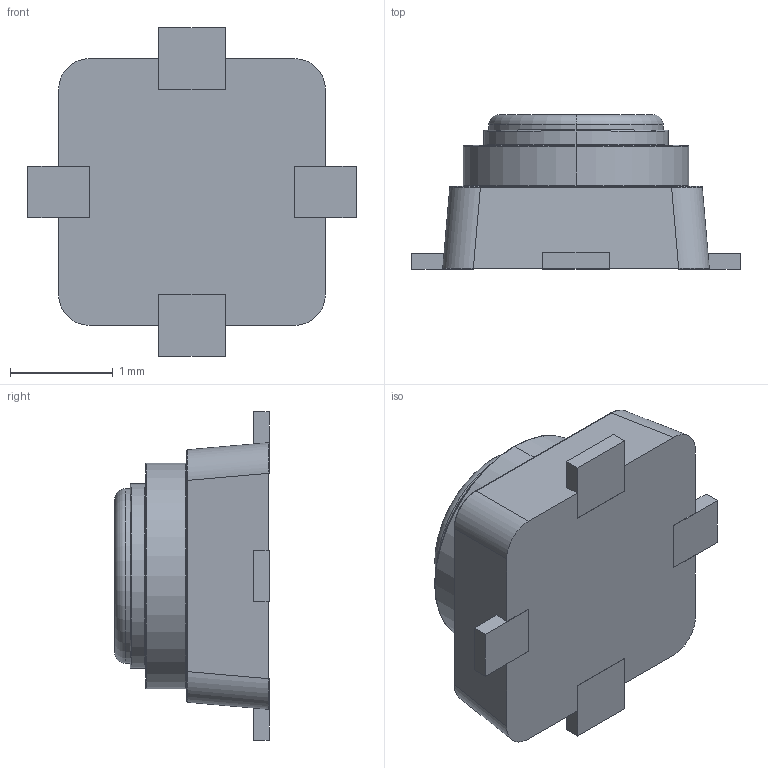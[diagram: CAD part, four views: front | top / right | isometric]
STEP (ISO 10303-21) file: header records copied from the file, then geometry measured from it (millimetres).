
FILE_DESCRIPTION (( 'STEP AP214' ), '1' );
FILE_NAME ('CEL S02 MiniX.STEP', '2016-03-13T19:23:18', ( '' ), ( '' ), 'SwSTEP 2.0', 'SolidWorks 2015', '' );
FILE_SCHEMA (( 'AUTOMOTIVE_DESIGN' ));
Length unit declared in the file: millimetre
Products named in the file (1): CEL S02 MiniX
Bounding box: 3.2 x 1.5 x 3.2 mm (x, y, z)
Volume: 7.4 mm3; surface area: 26.3 mm2
Topology: 1 solids, 1 shells, 77 faces, 195 edges, 124 vertices
Faces by surface type: plane 36, bspline 17, cylinder 14, torus 10
Entity records: 3321 total; most frequent: CARTESIAN_POINT 1154, ORIENTED_EDGE 390, DIRECTION 323, EDGE_CURVE 195, VERTEX_POINT 124, VECTOR 113, LINE 113, AXIS2_PLACEMENT_3D 105
